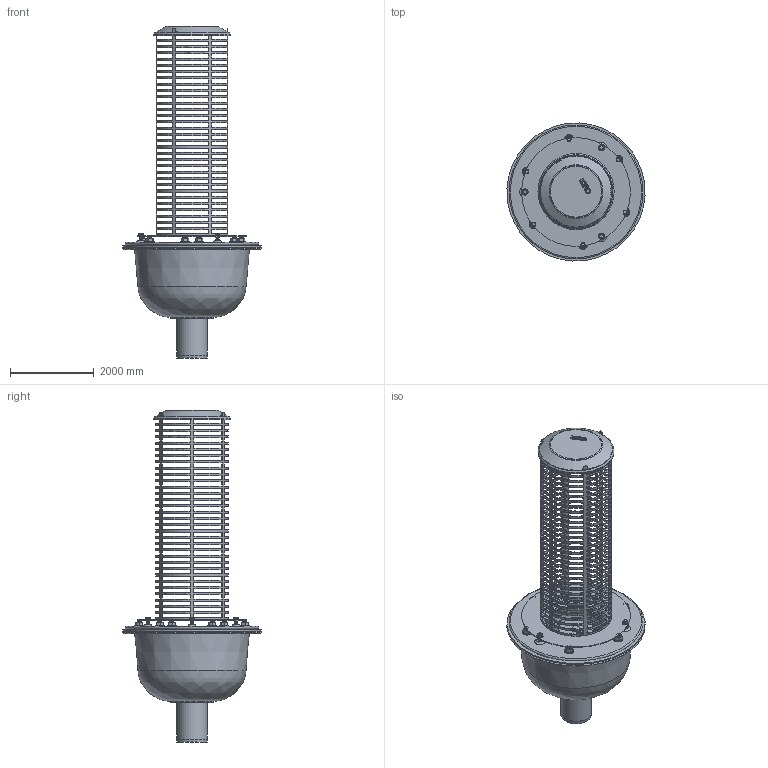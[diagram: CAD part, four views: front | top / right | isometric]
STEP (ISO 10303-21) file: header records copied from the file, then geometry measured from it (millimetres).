
FILE_DESCRIPTION(/* description */ (''),/* implementation_level */ '2;1');
FILE_NAME(/* name */ '19527.070X_3D.stp',/* time_stamp */ '2024-12-12T07:54:43+01:00',/* author */ ('CAD'),/* organization */ (''),/* preprocessor_version */ 'ST-DEVELOPER v20',/* originating_system */ 'AutoCAD Mechanical',/* authorisation */ '');
FILE_SCHEMA (('AUTOMOTIVE_DESIGN { 1 0 10303 214 3 1 1 }'));
Products named in the file (10): Product; *S0; 21905125XC; *U3; *U2; *U5; *U4; 19496000XA; *U8; *U7
Assembly tree (21 placements, depth 3):
  Product
    *S0
    21905125XC
    *U3
      *U2  x6
    *U5
      *U4  x6
    19496000XA
    *U8
      *U7  x3
Bounding box: 3296.86 x 3296.86 x 7930.91 mm (x, y, z)
Volume: 7337454128.5 mm3; surface area: 130910685.2 mm2
Topology: 30 solids, 30 shells, 1846 faces, 5001 edges, 3178 vertices
Faces by surface type: plane 1005, cone 408, cylinder 179, bspline 142, torus 109, sphere 3
Full cylindrical faces by diameter (mm): 40 x3, 68.443 x2, 70 x12, 80 x21, 83.76 x6, 90.3 x2, 100 x1, 140 x6, 160 x6, 706 x1, 730 x3, 805 x1, 1020 x1, 1378 x1, 1406 x2, 1408 x2, 1468 x1, 1498 x2, 1690 x2, 1720 x1, 1790 x1, 1820 x1, 1900 x1, 2600 x1, 3300 x1
Entity records: 55837 total; most frequent: CARTESIAN_POINT 14696, ORIENTED_EDGE 8614, DIRECTION 8544, EDGE_CURVE 4307, AXIS2_PLACEMENT_3D 3206, VERTEX_POINT 2770, LINE 2132, VECTOR 2132
